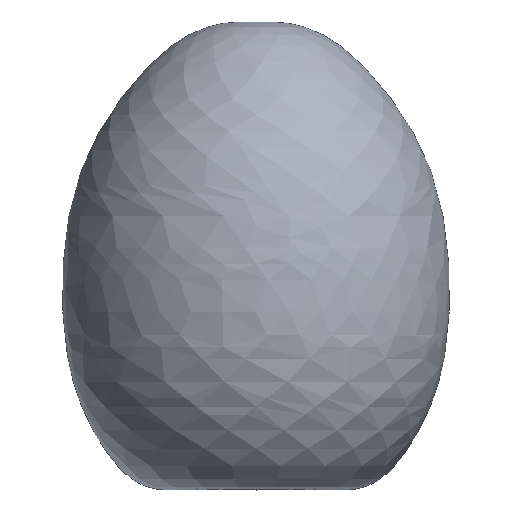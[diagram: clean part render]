
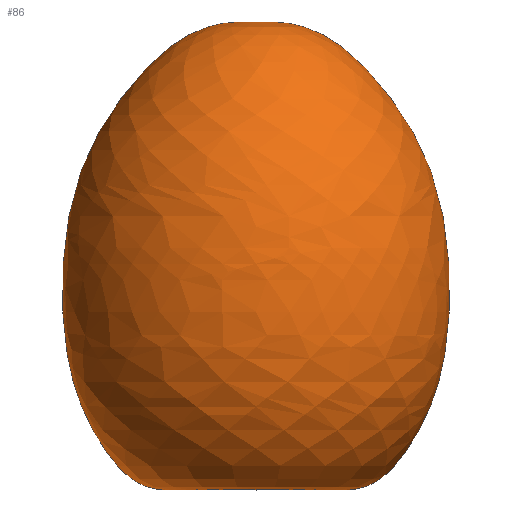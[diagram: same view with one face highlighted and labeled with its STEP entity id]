
A CAD part, top view. The second image highlights one B-rep face of the part: STEP entity #86.
In plain terms, the highlighted face is a revolution surface.
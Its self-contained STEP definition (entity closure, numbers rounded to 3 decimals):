
#2=CARTESIAN_POINT('',(14.,0.,0.));
#3=CARTESIAN_POINT('',(18.435,0.,0.));
#4=CARTESIAN_POINT('',(24.149,6.184,0.));
#5=CARTESIAN_POINT('',(29.137,17.132,0.));
#6=CARTESIAN_POINT('',(30.316,29.276,0.));
#7=CARTESIAN_POINT('',(29.608,40.769,0.));
#8=CARTESIAN_POINT('',(26.767,51.859,0.));
#9=CARTESIAN_POINT('',(19.163,64.089,0.));
#10=CARTESIAN_POINT('',(10.213,72.5,0.));
#11=CARTESIAN_POINT('',(2.5,72.5,0.));
#13=CARTESIAN_POINT('',(0.,0.,0.));
#14=DIRECTION('',(0.,-1.,0.));
#15=DIRECTION('',(1.,0.,0.));
#16=AXIS2_PLACEMENT_3D('',#13,#14,#15);
#18=CARTESIAN_POINT('',(-14.,0.,0.));
#19=CARTESIAN_POINT('',(-18.435,0.,0.));
#20=CARTESIAN_POINT('',(-24.149,6.184,
0.));
#21=CARTESIAN_POINT('',(-29.137,17.132,
0.));
#22=CARTESIAN_POINT('',(-30.316,29.276,
0.));
#23=CARTESIAN_POINT('',(-29.608,40.769,
0.));
#24=CARTESIAN_POINT('',(-26.767,51.859,
0.));
#25=CARTESIAN_POINT('',(-19.163,64.089,
0.));
#26=CARTESIAN_POINT('',(-10.213,72.5,0.));
#27=CARTESIAN_POINT('',(-2.5,72.5,0.));
#34=CARTESIAN_POINT('',(0.,72.5,0.));
#35=DIRECTION('',(0.,-1.,0.));
#36=DIRECTION('',(1.,0.,0.));
#37=AXIS2_PLACEMENT_3D('',#34,#35,#36);
#44=VERTEX_POINT('',#2);
#45=VERTEX_POINT('',#11);
#46=VERTEX_POINT('',#18);
#47=VERTEX_POINT('',#27);
#60=CARTESIAN_POINT('',(1.578,72.475,0.));
#61=CARTESIAN_POINT('',(1.889,72.492,0.));
#62=CARTESIAN_POINT('',(9.994,72.706,0.));
#63=CARTESIAN_POINT('',(19.163,64.089,0.));
#64=CARTESIAN_POINT('',(26.767,51.859,0.));
#65=CARTESIAN_POINT('',(29.608,40.769,0.));
#66=CARTESIAN_POINT('',(30.316,29.276,0.));
#67=CARTESIAN_POINT('',(29.137,17.132,0.));
#68=CARTESIAN_POINT('',(24.149,6.184,0.));
#69=CARTESIAN_POINT('',(18.231,-0.221,0.));
#70=CARTESIAN_POINT('',(13.361,0.016,0.));
#71=CARTESIAN_POINT('',(13.03,0.048,0.));
#73=CARTESIAN_POINT('',(0.,0.,0.));
#74=DIRECTION('',(0.,1.,0.));
#75=AXIS1_PLACEMENT('',#73,#74);
#76=SURFACE_OF_REVOLUTION('',#72,#75);
#78=ORIENTED_EDGE('',*,*,#77,.F.);
#79=ORIENTED_EDGE('',*,*,#53,.T.);
#81=ORIENTED_EDGE('',*,*,#80,.T.);
#83=ORIENTED_EDGE('',*,*,#82,.F.);
#84=EDGE_LOOP('',(#78,#79,#81,#83));
#85=FACE_OUTER_BOUND('',#84,.F.);
#86=ADVANCED_FACE('',(#85),#76,.F.);
#12=B_SPLINE_CURVE_WITH_KNOTS('',3,(#2,#3,#4,#5,#6,#7,#8,#9,#10,#11),
.UNSPECIFIED.,.F.,.F.,(4,1,1,1,1,1,1,4),(0.,0.126,
0.252,0.399,0.522,0.633,
0.772,1.),.UNSPECIFIED.);
#17=CIRCLE('',#16,14.);
#28=B_SPLINE_CURVE_WITH_KNOTS('',3,(#18,#19,#20,#21,#22,#23,#24,#25,#26,#27),
.UNSPECIFIED.,.F.,.F.,(4,1,1,1,1,1,1,4),(0.,0.126,
0.252,0.399,0.522,0.633,
0.772,1.),.UNSPECIFIED.);
#38=CIRCLE('',#37,2.5);
#53=EDGE_CURVE('',#44,#46,#17,.T.);
#72=B_SPLINE_CURVE_WITH_KNOTS('',3,(#60,#61,#62,#63,#64,#65,#66,#67,#68,#69,#70,
#71),.UNSPECIFIED.,.F.,.F.,(4,1,1,1,1,1,1,1,1,4),(0.,0.009,
0.233,0.37,0.478,0.599,
0.744,0.867,0.991,1.),.UNSPECIFIED.);
#77=EDGE_CURVE('',#44,#45,#12,.T.);
#80=EDGE_CURVE('',#46,#47,#28,.T.);
#82=EDGE_CURVE('',#45,#47,#38,.T.);
